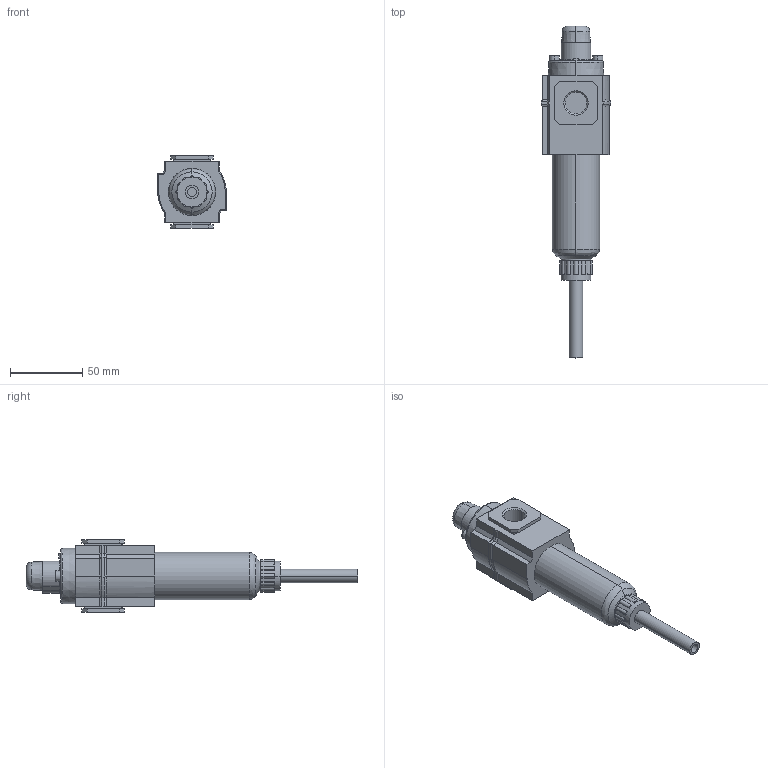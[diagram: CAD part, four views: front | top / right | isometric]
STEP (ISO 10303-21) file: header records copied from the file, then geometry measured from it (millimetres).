
FILE_DESCRIPTION (( 'STEP AP214' ), '1' );
FILE_NAME ('Norgren-F72C-3AD-ST0.STEP', '2020-12-08T14:15:43', ( '' ), ( '' ), 'SwSTEP 2.0', 'SolidWorks 2020', '' );
FILE_SCHEMA (( 'AUTOMOTIVE_DESIGN' ));
Length unit declared in the file: millimetre
Products named in the file (5): F72_ss_41_3-8; F72_ss_08; F72_5797-50; Norgren-F72C-3AD-ST0; F72_ss_04
Assembly tree (4 placements, depth 2):
  Norgren-F72C-3AD-ST0
    F72_ss_41_3-8
    F72_ss_08
    F72_ss_04
    F72_5797-50
Bounding box: 48.4 x 229.6 x 50.25 mm (x, y, z)
Volume: 183175.7 mm3; surface area: 35468 mm2
Topology: 5 solids, 5 shells, 241 faces, 584 edges, 367 vertices
Faces by surface type: plane 131, cylinder 71, bspline 20, torus 11, cone 8
Entity records: 9222 total; most frequent: CARTESIAN_POINT 1766, DIRECTION 1174, ORIENTED_EDGE 1168, EDGE_CURVE 584, AXIS2_PLACEMENT_3D 411, VERTEX_POINT 367, LINE 352, VECTOR 352
